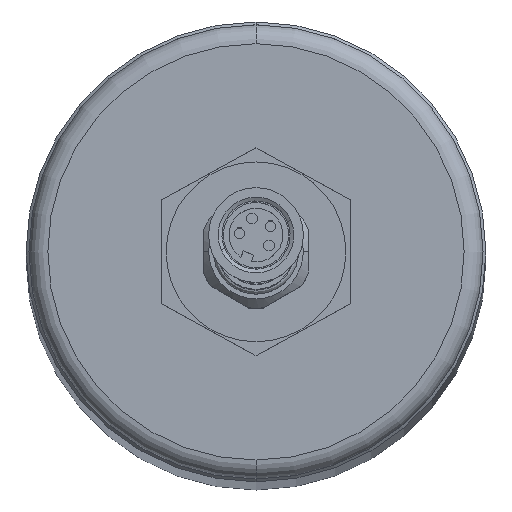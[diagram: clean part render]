
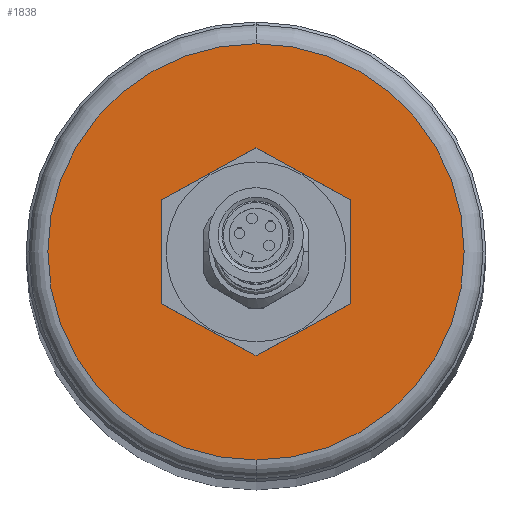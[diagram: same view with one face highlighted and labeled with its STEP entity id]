
A CAD part, top view. The second image highlights one B-rep face of the part: STEP entity #1838.
In plain terms, the highlighted planar face has unit normal (0, 0, 1).
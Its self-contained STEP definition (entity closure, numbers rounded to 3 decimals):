
#27 = CARTESIAN_POINT ( 'NONE',  ( 0., 0., 0. ) ) ;
#140 = DIRECTION ( 'NONE',  ( 0., 0., 1. ) ) ;
#254 = VERTEX_POINT ( 'NONE', #5631 ) ;
#421 = CIRCLE ( 'NONE', #4425, 9.5 ) ;
#556 = AXIS2_PLACEMENT_3D ( 'NONE', #5793, #7052, #7672 ) ;
#1015 = CARTESIAN_POINT ( 'NONE',  ( 0., -22., 0. ) ) ;
#1134 = DIRECTION ( 'NONE',  ( 0., 0., 1. ) ) ;
#1290 = CIRCLE ( 'NONE', #4908, 9.5 ) ;
#1404 = ORIENTED_EDGE ( 'NONE', *, *, #6570, .T. ) ;
#1536 = PLANE ( 'NONE',  #5550 ) ;
#1838 = ADVANCED_FACE ( 'NONE', ( #3878, #5221 ), #1536, .F. ) ;
#1947 = EDGE_CURVE ( 'NONE', #5376, #6089, #1290, .T. ) ;
#2204 = DIRECTION ( 'NONE',  ( 0., 0., 1. ) ) ;
#2607 = DIRECTION ( 'NONE',  ( 0., 1., 0. ) ) ;
#3300 = EDGE_LOOP ( 'NONE', ( #1404, #3910 ) ) ;
#3775 = ORIENTED_EDGE ( 'NONE', *, *, #1947, .F. ) ;
#3808 = CARTESIAN_POINT ( 'NONE',  ( -9.5, 0., 0. ) ) ;
#3878 = FACE_OUTER_BOUND ( 'NONE', #3300, .T. ) ;
#3910 = ORIENTED_EDGE ( 'NONE', *, *, #4632, .T. ) ;
#4212 = CARTESIAN_POINT ( 'NONE',  ( 0., 0., 0. ) ) ;
#4245 = DIRECTION ( 'NONE',  ( 0., 1., 0. ) ) ;
#4425 = AXIS2_PLACEMENT_3D ( 'NONE', #4212, #1134, #4245 ) ;
#4632 = EDGE_CURVE ( 'NONE', #7459, #254, #5070, .T. ) ;
#4908 = AXIS2_PLACEMENT_3D ( 'NONE', #27, #140, #2607 ) ;
#5070 = CIRCLE ( 'NONE', #556, 22. ) ;
#5221 = FACE_BOUND ( 'NONE', #7165, .T. ) ;
#5376 = VERTEX_POINT ( 'NONE', #5819 ) ;
#5550 = AXIS2_PLACEMENT_3D ( 'NONE', #6350, #5745, #6392 ) ;
#5631 = CARTESIAN_POINT ( 'NONE',  ( 0., 22., 0. ) ) ;
#5745 = DIRECTION ( 'NONE',  ( 0., 0., -1. ) ) ;
#5793 = CARTESIAN_POINT ( 'NONE',  ( 0., 0., 0. ) ) ;
#5819 = CARTESIAN_POINT ( 'NONE',  ( 9.5, 0., 0. ) ) ;
#6047 = ORIENTED_EDGE ( 'NONE', *, *, #7466, .F. ) ;
#6089 = VERTEX_POINT ( 'NONE', #3808 ) ;
#6350 = CARTESIAN_POINT ( 'NONE',  ( 0., 0., 0. ) ) ;
#6392 = DIRECTION ( 'NONE',  ( 0., 1., 0. ) ) ;
#6570 = EDGE_CURVE ( 'NONE', #254, #7459, #6614, .T. ) ;
#6614 = CIRCLE ( 'NONE', #7271, 22. ) ;
#7052 = DIRECTION ( 'NONE',  ( 0., 0., 1. ) ) ;
#7150 = DIRECTION ( 'NONE',  ( 0., 1., 0. ) ) ;
#7165 = EDGE_LOOP ( 'NONE', ( #6047, #3775 ) ) ;
#7271 = AXIS2_PLACEMENT_3D ( 'NONE', #7754, #2204, #7150 ) ;
#7459 = VERTEX_POINT ( 'NONE', #1015 ) ;
#7466 = EDGE_CURVE ( 'NONE', #6089, #5376, #421, .T. ) ;
#7672 = DIRECTION ( 'NONE',  ( 0., 1., 0. ) ) ;
#7754 = CARTESIAN_POINT ( 'NONE',  ( 0., 0., 0. ) ) ;
